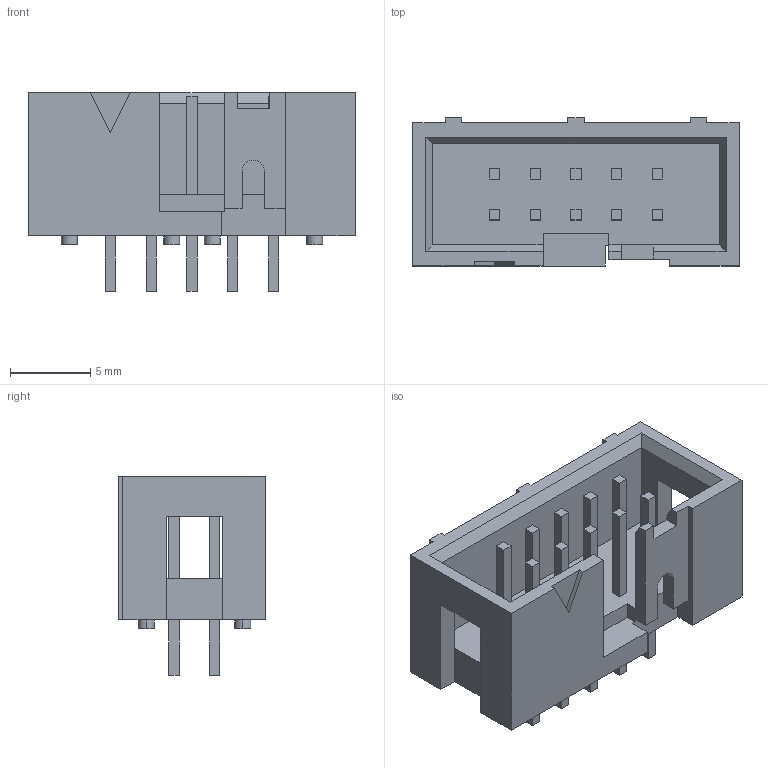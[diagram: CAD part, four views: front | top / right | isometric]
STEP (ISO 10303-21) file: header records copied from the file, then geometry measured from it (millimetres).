
FILE_DESCRIPTION (( 'STEP AP214' ), '1' );
FILE_NAME ('09185106324.STEP', '2021-05-09T14:25:31', ( '' ), ( '' ), 'SwSTEP 2.0', 'SolidWorks 2019', '' );
FILE_SCHEMA (( 'AUTOMOTIVE_DESIGN' ));
Length unit declared in the file: millimetre
Products named in the file (1): 09185106324
Bounding box: 20.3 x 9.2 x 12.35 mm (x, y, z)
Volume: 813.6 mm3; surface area: 1392 mm2
Topology: 1 solids, 1 shells, 177 faces, 455 edges, 300 vertices
Faces by surface type: plane 164, cylinder 13
Entity records: 6410 total; most frequent: CARTESIAN_POINT 933, ORIENTED_EDGE 910, DIRECTION 837, EDGE_CURVE 455, LINE 429, VECTOR 429, VERTEX_POINT 300, AXIS2_PLACEMENT_3D 204
